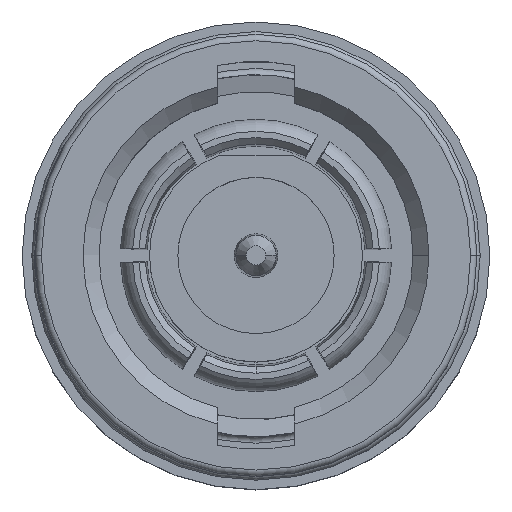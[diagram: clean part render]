
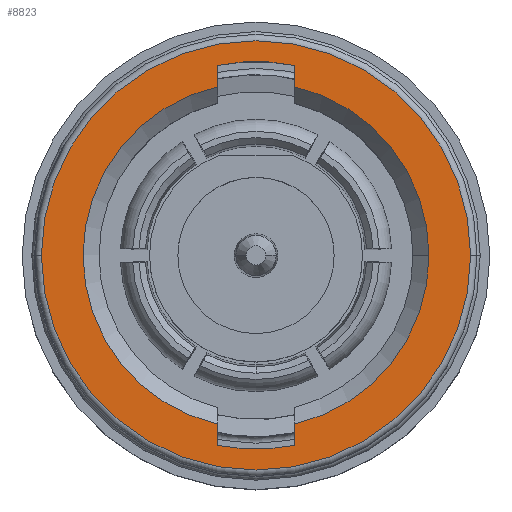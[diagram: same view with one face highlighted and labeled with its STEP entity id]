
A CAD part, top view. The second image highlights one B-rep face of the part: STEP entity #8823.
In plain terms, the highlighted planar face has unit normal (0, 0, 1).
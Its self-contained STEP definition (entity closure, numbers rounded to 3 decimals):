
#21 = VECTOR ( 'NONE', #10761, 1000. ) ;
#89 = DIRECTION ( 'NONE',  ( 1., 0., 0. ) ) ;
#265 = EDGE_CURVE ( 'NONE', #9020, #8740, #347, .T. ) ;
#347 = CIRCLE ( 'NONE', #16012, 5.4 ) ;
#451 = FACE_BOUND ( 'NONE', #7500, .T. ) ;
#1352 = CIRCLE ( 'NONE', #17230, 5.4 ) ;
#1415 = PLANE ( 'NONE',  #11111 ) ;
#2668 = CARTESIAN_POINT ( 'NONE',  ( 1.2, 5.265, 0.85 ) ) ;
#3007 = CARTESIAN_POINT ( 'NONE',  ( 6.7, 0., 0.85 ) ) ;
#3082 = DIRECTION ( 'NONE',  ( 0., -1., 0. ) ) ;
#3295 = DIRECTION ( 'NONE',  ( 0., -1., 0. ) ) ;
#3817 = EDGE_CURVE ( 'NONE', #17988, #14161, #15599, .T. ) ;
#4538 = ORIENTED_EDGE ( 'NONE', *, *, #9435, .F. ) ;
#4605 = CIRCLE ( 'NONE', #18566, 6.05 ) ;
#5059 = AXIS2_PLACEMENT_3D ( 'NONE', #5249, #15815, #6774 ) ;
#5211 = EDGE_CURVE ( 'NONE', #9145, #8860, #18948, .T. ) ;
#5248 = CARTESIAN_POINT ( 'NONE',  ( 0., 0., 0.85 ) ) ;
#5249 = CARTESIAN_POINT ( 'NONE',  ( 0., 0., 0.85 ) ) ;
#5573 = EDGE_CURVE ( 'NONE', #14317, #17988, #4605, .T. ) ;
#5687 = EDGE_CURVE ( 'NONE', #8860, #9145, #18729, .T. ) ;
#5866 = CIRCLE ( 'NONE', #18129, 6.05 ) ;
#5919 = ORIENTED_EDGE ( 'NONE', *, *, #3817, .F. ) ;
#6428 = EDGE_LOOP ( 'NONE', ( #8148, #17811 ) ) ;
#6773 = DIRECTION ( 'NONE',  ( -1., 0., 0. ) ) ;
#6774 = DIRECTION ( 'NONE',  ( -1., 0., 0. ) ) ;
#6817 = DIRECTION ( 'NONE',  ( 1., 0., 0. ) ) ;
#6980 = CARTESIAN_POINT ( 'NONE',  ( -6.7, 0., 0.85 ) ) ;
#7031 = AXIS2_PLACEMENT_3D ( 'NONE', #7936, #18479, #9448 ) ;
#7244 = CARTESIAN_POINT ( 'NONE',  ( 1.2, -5.265, 0.85 ) ) ;
#7500 = EDGE_LOOP ( 'NONE', ( #17132, #19495, #13274, #9829, #5919, #12267, #13900, #16109, #4538 ) ) ;
#7728 = CARTESIAN_POINT ( 'NONE',  ( 0., 0., 0.85 ) ) ;
#7748 = CARTESIAN_POINT ( 'NONE',  ( -1.2, -5.93, 0.85 ) ) ;
#7936 = CARTESIAN_POINT ( 'NONE',  ( 0., 0., 0.85 ) ) ;
#7964 = DIRECTION ( 'NONE',  ( 0., 0., 1. ) ) ;
#7986 = CARTESIAN_POINT ( 'NONE',  ( 5.4, 0., 0.85 ) ) ;
#8148 = ORIENTED_EDGE ( 'NONE', *, *, #5211, .T. ) ;
#8334 = CARTESIAN_POINT ( 'NONE',  ( 0., 0., 0.85 ) ) ;
#8740 = VERTEX_POINT ( 'NONE', #2668 ) ;
#8791 = VERTEX_POINT ( 'NONE', #16259 ) ;
#8823 = ADVANCED_FACE ( 'NONE', ( #16024, #451 ), #1415, .F. ) ;
#8860 = VERTEX_POINT ( 'NONE', #3007 ) ;
#8993 = CARTESIAN_POINT ( 'NONE',  ( 0., 0., 0.85 ) ) ;
#9020 = VERTEX_POINT ( 'NONE', #7986 ) ;
#9114 = DIRECTION ( 'NONE',  ( 0., 0., 1. ) ) ;
#9130 = EDGE_CURVE ( 'NONE', #8740, #8791, #9620, .T. ) ;
#9145 = VERTEX_POINT ( 'NONE', #6980 ) ;
#9247 = CARTESIAN_POINT ( 'NONE',  ( 1.2, -4.751, 0.85 ) ) ;
#9250 = DIRECTION ( 'NONE',  ( -1., 0., 0. ) ) ;
#9384 = VERTEX_POINT ( 'NONE', #13351 ) ;
#9435 = EDGE_CURVE ( 'NONE', #9384, #16682, #11237, .T. ) ;
#9448 = DIRECTION ( 'NONE',  ( 1., 0., 0. ) ) ;
#9620 = LINE ( 'NONE', #14517, #17638 ) ;
#9829 = ORIENTED_EDGE ( 'NONE', *, *, #15246, .F. ) ;
#9865 = AXIS2_PLACEMENT_3D ( 'NONE', #7728, #18285, #9250 ) ;
#10503 = DIRECTION ( 'NONE',  ( -1., 0., 0. ) ) ;
#10761 = DIRECTION ( 'NONE',  ( 0., 1., 0. ) ) ;
#10769 = VECTOR ( 'NONE', #3082, 1000. ) ;
#10782 = CARTESIAN_POINT ( 'NONE',  ( -1.2, -4.751, 0.85 ) ) ;
#11111 = AXIS2_PLACEMENT_3D ( 'NONE', #8993, #19519, #10503 ) ;
#11209 = DIRECTION ( 'NONE',  ( 0., 1., 0. ) ) ;
#11237 = LINE ( 'NONE', #18104, #10769 ) ;
#11888 = EDGE_CURVE ( 'NONE', #16682, #19223, #13991, .T. ) ;
#12267 = ORIENTED_EDGE ( 'NONE', *, *, #5573, .F. ) ;
#13274 = ORIENTED_EDGE ( 'NONE', *, *, #265, .F. ) ;
#13299 = CARTESIAN_POINT ( 'NONE',  ( -1.2, -5.265, 0.85 ) ) ;
#13351 = CARTESIAN_POINT ( 'NONE',  ( -1.2, 5.93, 0.85 ) ) ;
#13900 = ORIENTED_EDGE ( 'NONE', *, *, #16087, .F. ) ;
#13991 = CIRCLE ( 'NONE', #7031, 5.4 ) ;
#14161 = VERTEX_POINT ( 'NONE', #7244 ) ;
#14317 = VERTEX_POINT ( 'NONE', #7748 ) ;
#14441 = VECTOR ( 'NONE', #3295, 1000. ) ;
#14517 = CARTESIAN_POINT ( 'NONE',  ( 1.2, 4.751, 0.85 ) ) ;
#14924 = LINE ( 'NONE', #10782, #14441 ) ;
#15246 = EDGE_CURVE ( 'NONE', #14161, #9020, #1352, .T. ) ;
#15599 = LINE ( 'NONE', #9247, #21 ) ;
#15813 = DIRECTION ( 'NONE',  ( 0., 0., 1. ) ) ;
#15815 = DIRECTION ( 'NONE',  ( 0., 0., 1. ) ) ;
#16012 = AXIS2_PLACEMENT_3D ( 'NONE', #8334, #17377, #6817 ) ;
#16024 = FACE_OUTER_BOUND ( 'NONE', #6428, .T. ) ;
#16087 = EDGE_CURVE ( 'NONE', #19223, #14317, #14924, .T. ) ;
#16109 = ORIENTED_EDGE ( 'NONE', *, *, #11888, .F. ) ;
#16259 = CARTESIAN_POINT ( 'NONE',  ( 1.2, 5.93, 0.85 ) ) ;
#16682 = VERTEX_POINT ( 'NONE', #17900 ) ;
#17017 = CARTESIAN_POINT ( 'NONE',  ( 0., 0., 0.85 ) ) ;
#17132 = ORIENTED_EDGE ( 'NONE', *, *, #17806, .F. ) ;
#17230 = AXIS2_PLACEMENT_3D ( 'NONE', #18149, #9114, #89 ) ;
#17377 = DIRECTION ( 'NONE',  ( 0., 0., 1. ) ) ;
#17638 = VECTOR ( 'NONE', #11209, 1000. ) ;
#17806 = EDGE_CURVE ( 'NONE', #8791, #9384, #5866, .T. ) ;
#17811 = ORIENTED_EDGE ( 'NONE', *, *, #5687, .T. ) ;
#17838 = CARTESIAN_POINT ( 'NONE',  ( 1.2, -5.93, 0.85 ) ) ;
#17900 = CARTESIAN_POINT ( 'NONE',  ( -1.2, 5.265, 0.85 ) ) ;
#17988 = VERTEX_POINT ( 'NONE', #17838 ) ;
#18104 = CARTESIAN_POINT ( 'NONE',  ( -1.2, 4.751, 0.85 ) ) ;
#18129 = AXIS2_PLACEMENT_3D ( 'NONE', #5248, #15813, #6773 ) ;
#18149 = CARTESIAN_POINT ( 'NONE',  ( 0., 0., 0.85 ) ) ;
#18285 = DIRECTION ( 'NONE',  ( 0., 0., 1. ) ) ;
#18479 = DIRECTION ( 'NONE',  ( 0., 0., 1. ) ) ;
#18499 = DIRECTION ( 'NONE',  ( 1., 0., 0. ) ) ;
#18566 = AXIS2_PLACEMENT_3D ( 'NONE', #17017, #7964, #18499 ) ;
#18729 = CIRCLE ( 'NONE', #5059, 6.7 ) ;
#18948 = CIRCLE ( 'NONE', #9865, 6.7 ) ;
#19223 = VERTEX_POINT ( 'NONE', #13299 ) ;
#19495 = ORIENTED_EDGE ( 'NONE', *, *, #9130, .F. ) ;
#19519 = DIRECTION ( 'NONE',  ( 0., 0., -1. ) ) ;
